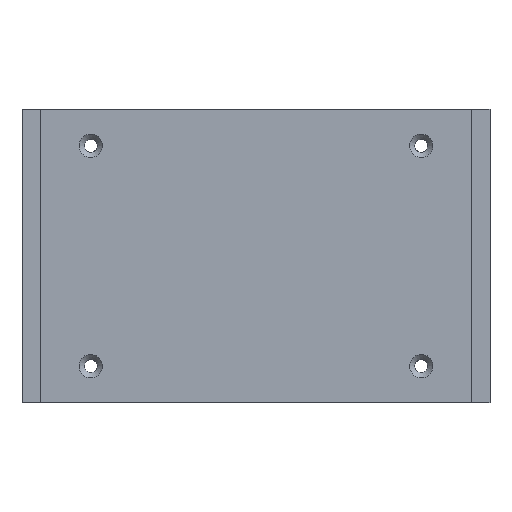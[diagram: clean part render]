
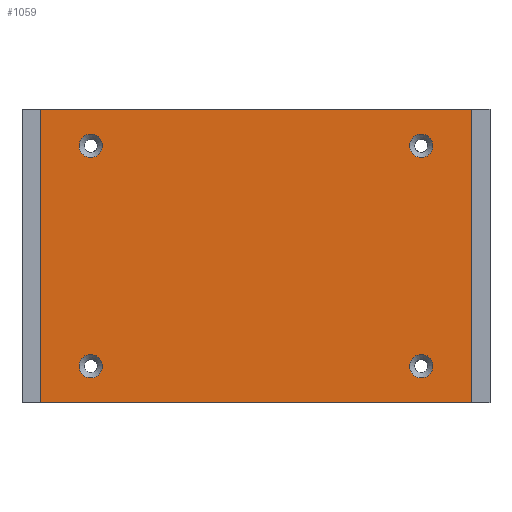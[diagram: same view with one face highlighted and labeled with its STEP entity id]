
A CAD part, front view. The second image highlights one B-rep face of the part: STEP entity #1059.
In plain terms, the highlighted planar face has unit normal (0, -1, 0).
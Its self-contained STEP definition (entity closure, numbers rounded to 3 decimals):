
#72 = PLANE('',#73);
#73 = AXIS2_PLACEMENT_3D('',#74,#75,#76);
#74 = CARTESIAN_POINT('',(0.,-4.668,40.));
#75 = DIRECTION('',(0.,0.,1.));
#76 = DIRECTION('',(1.,0.,0.));
#126 = PLANE('',#127);
#127 = AXIS2_PLACEMENT_3D('',#128,#129,#130);
#128 = CARTESIAN_POINT('',(0.,-4.668,-40.));
#129 = DIRECTION('',(0.,0.,1.));
#130 = DIRECTION('',(1.,0.,0.));
#431 = VERTEX_POINT('',#432);
#432 = CARTESIAN_POINT('',(61.75,-2.,-40.));
#446 = PLANE('',#447);
#447 = AXIS2_PLACEMENT_3D('',#448,#449,#450);
#448 = CARTESIAN_POINT('',(61.75,-21.,-40.));
#449 = DIRECTION('',(-1.,0.,0.));
#450 = DIRECTION('',(0.,1.,0.));
#458 = EDGE_CURVE('',#431,#459,#461,.T.);
#459 = VERTEX_POINT('',#460);
#460 = CARTESIAN_POINT('',(-61.75,-2.,-40.));
#461 = SURFACE_CURVE('',#462,(#466,#473),.PCURVE_S1.);
#462 = LINE('',#463,#464);
#463 = CARTESIAN_POINT('',(61.75,-2.,-40.));
#464 = VECTOR('',#465,1.);
#465 = DIRECTION('',(-1.,0.,0.));
#466 = PCURVE('',#126,#467);
#467 = DEFINITIONAL_REPRESENTATION('',(#468),#472);
#468 = LINE('',#469,#470);
#469 = CARTESIAN_POINT('',(61.75,2.668));
#470 = VECTOR('',#471,1.);
#471 = DIRECTION('',(-1.,0.));
#472 = ( GEOMETRIC_REPRESENTATION_CONTEXT(2) 
PARAMETRIC_REPRESENTATION_CONTEXT() REPRESENTATION_CONTEXT('2D SPACE',''
  ) );
#473 = PCURVE('',#474,#479);
#474 = PLANE('',#475);
#475 = AXIS2_PLACEMENT_3D('',#476,#477,#478);
#476 = CARTESIAN_POINT('',(61.75,-2.,-40.));
#477 = DIRECTION('',(0.,-1.,0.));
#478 = DIRECTION('',(-1.,0.,0.));
#479 = DEFINITIONAL_REPRESENTATION('',(#480),#484);
#480 = LINE('',#481,#482);
#481 = CARTESIAN_POINT('',(0.,-0.));
#482 = VECTOR('',#483,1.);
#483 = DIRECTION('',(1.,0.));
#484 = ( GEOMETRIC_REPRESENTATION_CONTEXT(2) 
PARAMETRIC_REPRESENTATION_CONTEXT() REPRESENTATION_CONTEXT('2D SPACE',''
  ) );
#502 = PLANE('',#503);
#503 = AXIS2_PLACEMENT_3D('',#504,#505,#506);
#504 = CARTESIAN_POINT('',(-61.75,-2.,-40.));
#505 = DIRECTION('',(1.,0.,0.));
#506 = DIRECTION('',(0.,-1.,0.));
#657 = VERTEX_POINT('',#658);
#658 = CARTESIAN_POINT('',(61.75,-2.,40.));
#679 = EDGE_CURVE('',#657,#680,#682,.T.);
#680 = VERTEX_POINT('',#681);
#681 = CARTESIAN_POINT('',(-61.75,-2.,40.));
#682 = SURFACE_CURVE('',#683,(#687,#694),.PCURVE_S1.);
#683 = LINE('',#684,#685);
#684 = CARTESIAN_POINT('',(61.75,-2.,40.));
#685 = VECTOR('',#686,1.);
#686 = DIRECTION('',(-1.,0.,0.));
#687 = PCURVE('',#72,#688);
#688 = DEFINITIONAL_REPRESENTATION('',(#689),#693);
#689 = LINE('',#690,#691);
#690 = CARTESIAN_POINT('',(61.75,2.668));
#691 = VECTOR('',#692,1.);
#692 = DIRECTION('',(-1.,0.));
#693 = ( GEOMETRIC_REPRESENTATION_CONTEXT(2) 
PARAMETRIC_REPRESENTATION_CONTEXT() REPRESENTATION_CONTEXT('2D SPACE',''
  ) );
#694 = PCURVE('',#474,#695);
#695 = DEFINITIONAL_REPRESENTATION('',(#696),#700);
#696 = LINE('',#697,#698);
#697 = CARTESIAN_POINT('',(0.,-80.));
#698 = VECTOR('',#699,1.);
#699 = DIRECTION('',(1.,0.));
#700 = ( GEOMETRIC_REPRESENTATION_CONTEXT(2) 
PARAMETRIC_REPRESENTATION_CONTEXT() REPRESENTATION_CONTEXT('2D SPACE',''
  ) );
#1038 = EDGE_CURVE('',#431,#657,#1039,.T.);
#1039 = SURFACE_CURVE('',#1040,(#1044,#1051),.PCURVE_S1.);
#1040 = LINE('',#1041,#1042);
#1041 = CARTESIAN_POINT('',(61.75,-2.,-40.));
#1042 = VECTOR('',#1043,1.);
#1043 = DIRECTION('',(0.,0.,1.));
#1044 = PCURVE('',#446,#1045);
#1045 = DEFINITIONAL_REPRESENTATION('',(#1046),#1050);
#1046 = LINE('',#1047,#1048);
#1047 = CARTESIAN_POINT('',(19.,0.));
#1048 = VECTOR('',#1049,1.);
#1049 = DIRECTION('',(0.,-1.));
#1050 = ( GEOMETRIC_REPRESENTATION_CONTEXT(2) 
PARAMETRIC_REPRESENTATION_CONTEXT() REPRESENTATION_CONTEXT('2D SPACE',''
  ) );
#1051 = PCURVE('',#474,#1052);
#1052 = DEFINITIONAL_REPRESENTATION('',(#1053),#1057);
#1053 = LINE('',#1054,#1055);
#1054 = CARTESIAN_POINT('',(0.,-0.));
#1055 = VECTOR('',#1056,1.);
#1056 = DIRECTION('',(0.,-1.));
#1057 = ( GEOMETRIC_REPRESENTATION_CONTEXT(2) 
PARAMETRIC_REPRESENTATION_CONTEXT() REPRESENTATION_CONTEXT('2D SPACE',''
  ) );
#1059 = ADVANCED_FACE('',(#1060,#1086,#1117,#1148,#1179),#474,.T.);
#1060 = FACE_BOUND('',#1061,.T.);
#1061 = EDGE_LOOP('',(#1062,#1063,#1064,#1085));
#1062 = ORIENTED_EDGE('',*,*,#1038,.T.);
#1063 = ORIENTED_EDGE('',*,*,#679,.T.);
#1064 = ORIENTED_EDGE('',*,*,#1065,.F.);
#1065 = EDGE_CURVE('',#459,#680,#1066,.T.);
#1066 = SURFACE_CURVE('',#1067,(#1071,#1078),.PCURVE_S1.);
#1067 = LINE('',#1068,#1069);
#1068 = CARTESIAN_POINT('',(-61.75,-2.,-40.));
#1069 = VECTOR('',#1070,1.);
#1070 = DIRECTION('',(0.,0.,1.));
#1071 = PCURVE('',#474,#1072);
#1072 = DEFINITIONAL_REPRESENTATION('',(#1073),#1077);
#1073 = LINE('',#1074,#1075);
#1074 = CARTESIAN_POINT('',(123.5,0.));
#1075 = VECTOR('',#1076,1.);
#1076 = DIRECTION('',(0.,-1.));
#1077 = ( GEOMETRIC_REPRESENTATION_CONTEXT(2) 
PARAMETRIC_REPRESENTATION_CONTEXT() REPRESENTATION_CONTEXT('2D SPACE',''
  ) );
#1078 = PCURVE('',#502,#1079);
#1079 = DEFINITIONAL_REPRESENTATION('',(#1080),#1084);
#1080 = LINE('',#1081,#1082);
#1081 = CARTESIAN_POINT('',(0.,0.));
#1082 = VECTOR('',#1083,1.);
#1083 = DIRECTION('',(0.,-1.));
#1084 = ( GEOMETRIC_REPRESENTATION_CONTEXT(2) 
PARAMETRIC_REPRESENTATION_CONTEXT() REPRESENTATION_CONTEXT('2D SPACE',''
  ) );
#1085 = ORIENTED_EDGE('',*,*,#458,.F.);
#1086 = FACE_BOUND('',#1087,.T.);
#1087 = EDGE_LOOP('',(#1088));
#1088 = ORIENTED_EDGE('',*,*,#1089,.F.);
#1089 = EDGE_CURVE('',#1090,#1090,#1092,.T.);
#1090 = VERTEX_POINT('',#1091);
#1091 = CARTESIAN_POINT('',(41.8,-2.,30.));
#1092 = SURFACE_CURVE('',#1093,(#1098,#1105),.PCURVE_S1.);
#1093 = CIRCLE('',#1094,3.2);
#1094 = AXIS2_PLACEMENT_3D('',#1095,#1096,#1097);
#1095 = CARTESIAN_POINT('',(45.,-2.,30.));
#1096 = DIRECTION('',(0.,-1.,0.));
#1097 = DIRECTION('',(-1.,0.,0.));
#1098 = PCURVE('',#474,#1099);
#1099 = DEFINITIONAL_REPRESENTATION('',(#1100),#1104);
#1100 = CIRCLE('',#1101,3.2);
#1101 = AXIS2_PLACEMENT_2D('',#1102,#1103);
#1102 = CARTESIAN_POINT('',(16.75,-70.));
#1103 = DIRECTION('',(1.,0.));
#1104 = ( GEOMETRIC_REPRESENTATION_CONTEXT(2) 
PARAMETRIC_REPRESENTATION_CONTEXT() REPRESENTATION_CONTEXT('2D SPACE',''
  ) );
#1105 = PCURVE('',#1106,#1111);
#1106 = CONICAL_SURFACE('',#1107,3.2,0.785);
#1107 = AXIS2_PLACEMENT_3D('',#1108,#1109,#1110);
#1108 = CARTESIAN_POINT('',(45.,-2.,30.));
#1109 = DIRECTION('',(0.,-1.,0.));
#1110 = DIRECTION('',(-1.,0.,0.));
#1111 = DEFINITIONAL_REPRESENTATION('',(#1112),#1116);
#1112 = LINE('',#1113,#1114);
#1113 = CARTESIAN_POINT('',(0.,-0.));
#1114 = VECTOR('',#1115,1.);
#1115 = DIRECTION('',(1.,-0.));
#1116 = ( GEOMETRIC_REPRESENTATION_CONTEXT(2) 
PARAMETRIC_REPRESENTATION_CONTEXT() REPRESENTATION_CONTEXT('2D SPACE',''
  ) );
#1117 = FACE_BOUND('',#1118,.T.);
#1118 = EDGE_LOOP('',(#1119));
#1119 = ORIENTED_EDGE('',*,*,#1120,.F.);
#1120 = EDGE_CURVE('',#1121,#1121,#1123,.T.);
#1121 = VERTEX_POINT('',#1122);
#1122 = CARTESIAN_POINT('',(-48.2,-2.,30.));
#1123 = SURFACE_CURVE('',#1124,(#1129,#1136),.PCURVE_S1.);
#1124 = CIRCLE('',#1125,3.2);
#1125 = AXIS2_PLACEMENT_3D('',#1126,#1127,#1128);
#1126 = CARTESIAN_POINT('',(-45.,-2.,30.));
#1127 = DIRECTION('',(0.,-1.,0.));
#1128 = DIRECTION('',(-1.,0.,0.));
#1129 = PCURVE('',#474,#1130);
#1130 = DEFINITIONAL_REPRESENTATION('',(#1131),#1135);
#1131 = CIRCLE('',#1132,3.2);
#1132 = AXIS2_PLACEMENT_2D('',#1133,#1134);
#1133 = CARTESIAN_POINT('',(106.75,-70.));
#1134 = DIRECTION('',(1.,0.));
#1135 = ( GEOMETRIC_REPRESENTATION_CONTEXT(2) 
PARAMETRIC_REPRESENTATION_CONTEXT() REPRESENTATION_CONTEXT('2D SPACE',''
  ) );
#1136 = PCURVE('',#1137,#1142);
#1137 = CONICAL_SURFACE('',#1138,3.2,0.785);
#1138 = AXIS2_PLACEMENT_3D('',#1139,#1140,#1141);
#1139 = CARTESIAN_POINT('',(-45.,-2.,30.));
#1140 = DIRECTION('',(0.,-1.,0.));
#1141 = DIRECTION('',(-1.,0.,0.));
#1142 = DEFINITIONAL_REPRESENTATION('',(#1143),#1147);
#1143 = LINE('',#1144,#1145);
#1144 = CARTESIAN_POINT('',(0.,-0.));
#1145 = VECTOR('',#1146,1.);
#1146 = DIRECTION('',(1.,-0.));
#1147 = ( GEOMETRIC_REPRESENTATION_CONTEXT(2) 
PARAMETRIC_REPRESENTATION_CONTEXT() REPRESENTATION_CONTEXT('2D SPACE',''
  ) );
#1148 = FACE_BOUND('',#1149,.T.);
#1149 = EDGE_LOOP('',(#1150));
#1150 = ORIENTED_EDGE('',*,*,#1151,.F.);
#1151 = EDGE_CURVE('',#1152,#1152,#1154,.T.);
#1152 = VERTEX_POINT('',#1153);
#1153 = CARTESIAN_POINT('',(41.8,-2.,-30.));
#1154 = SURFACE_CURVE('',#1155,(#1160,#1167),.PCURVE_S1.);
#1155 = CIRCLE('',#1156,3.2);
#1156 = AXIS2_PLACEMENT_3D('',#1157,#1158,#1159);
#1157 = CARTESIAN_POINT('',(45.,-2.,-30.));
#1158 = DIRECTION('',(0.,-1.,0.));
#1159 = DIRECTION('',(-1.,0.,0.));
#1160 = PCURVE('',#474,#1161);
#1161 = DEFINITIONAL_REPRESENTATION('',(#1162),#1166);
#1162 = CIRCLE('',#1163,3.2);
#1163 = AXIS2_PLACEMENT_2D('',#1164,#1165);
#1164 = CARTESIAN_POINT('',(16.75,-10.));
#1165 = DIRECTION('',(1.,0.));
#1166 = ( GEOMETRIC_REPRESENTATION_CONTEXT(2) 
PARAMETRIC_REPRESENTATION_CONTEXT() REPRESENTATION_CONTEXT('2D SPACE',''
  ) );
#1167 = PCURVE('',#1168,#1173);
#1168 = CONICAL_SURFACE('',#1169,3.2,0.785);
#1169 = AXIS2_PLACEMENT_3D('',#1170,#1171,#1172);
#1170 = CARTESIAN_POINT('',(45.,-2.,-30.));
#1171 = DIRECTION('',(0.,-1.,0.));
#1172 = DIRECTION('',(-1.,0.,0.));
#1173 = DEFINITIONAL_REPRESENTATION('',(#1174),#1178);
#1174 = LINE('',#1175,#1176);
#1175 = CARTESIAN_POINT('',(0.,-0.));
#1176 = VECTOR('',#1177,1.);
#1177 = DIRECTION('',(1.,-0.));
#1178 = ( GEOMETRIC_REPRESENTATION_CONTEXT(2) 
PARAMETRIC_REPRESENTATION_CONTEXT() REPRESENTATION_CONTEXT('2D SPACE',''
  ) );
#1179 = FACE_BOUND('',#1180,.T.);
#1180 = EDGE_LOOP('',(#1181));
#1181 = ORIENTED_EDGE('',*,*,#1182,.F.);
#1182 = EDGE_CURVE('',#1183,#1183,#1185,.T.);
#1183 = VERTEX_POINT('',#1184);
#1184 = CARTESIAN_POINT('',(-48.2,-2.,-30.));
#1185 = SURFACE_CURVE('',#1186,(#1191,#1198),.PCURVE_S1.);
#1186 = CIRCLE('',#1187,3.2);
#1187 = AXIS2_PLACEMENT_3D('',#1188,#1189,#1190);
#1188 = CARTESIAN_POINT('',(-45.,-2.,-30.));
#1189 = DIRECTION('',(0.,-1.,0.));
#1190 = DIRECTION('',(-1.,0.,0.));
#1191 = PCURVE('',#474,#1192);
#1192 = DEFINITIONAL_REPRESENTATION('',(#1193),#1197);
#1193 = CIRCLE('',#1194,3.2);
#1194 = AXIS2_PLACEMENT_2D('',#1195,#1196);
#1195 = CARTESIAN_POINT('',(106.75,-10.));
#1196 = DIRECTION('',(1.,0.));
#1197 = ( GEOMETRIC_REPRESENTATION_CONTEXT(2) 
PARAMETRIC_REPRESENTATION_CONTEXT() REPRESENTATION_CONTEXT('2D SPACE',''
  ) );
#1198 = PCURVE('',#1199,#1204);
#1199 = CONICAL_SURFACE('',#1200,3.2,0.785);
#1200 = AXIS2_PLACEMENT_3D('',#1201,#1202,#1203);
#1201 = CARTESIAN_POINT('',(-45.,-2.,-30.));
#1202 = DIRECTION('',(0.,-1.,0.));
#1203 = DIRECTION('',(-1.,0.,0.));
#1204 = DEFINITIONAL_REPRESENTATION('',(#1205),#1209);
#1205 = LINE('',#1206,#1207);
#1206 = CARTESIAN_POINT('',(0.,-0.));
#1207 = VECTOR('',#1208,1.);
#1208 = DIRECTION('',(1.,-0.));
#1209 = ( GEOMETRIC_REPRESENTATION_CONTEXT(2) 
PARAMETRIC_REPRESENTATION_CONTEXT() REPRESENTATION_CONTEXT('2D SPACE',''
  ) );
